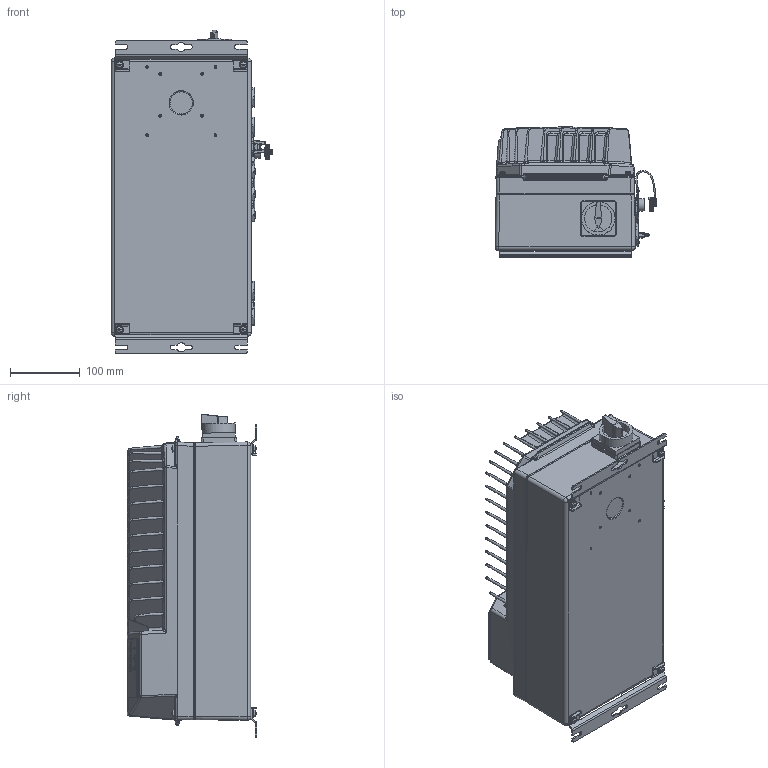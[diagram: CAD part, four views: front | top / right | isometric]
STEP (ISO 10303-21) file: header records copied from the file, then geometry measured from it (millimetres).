
FILE_DESCRIPTION((''),'2;1');
FILE_NAME('P452_L2_40_ASM_ASM','2022-12-15T14:28:46',('U388355'),('Danfoss Power Electronics'),'CREO PARAMETRIC BY PTC INC, 2020342','CREO PARAMETRIC BY PTC INC, 2020342','');
FILE_SCHEMA(('CONFIG_CONTROL_DESIGN','GEOMETRIC_VALIDATION_PROPERTIES_MIM'));
Products named in the file (6): P452_L2_1_1_1_AF0; P452_L2_1_2_1; P452_L2_1_3_1; P452_L2_1_ASM_1_AF0_ASM; P452_L2_40_ASM_1_AF0_ASM; P452_L2_40_ASM_ASM
Assembly tree (5 placements, depth 4):
  P452_L2_40_ASM_ASM
    P452_L2_40_ASM_1_AF0_ASM
      P452_L2_1_ASM_1_AF0_ASM
        P452_L2_1_1_1_AF0
        P452_L2_1_2_1
        P452_L2_1_3_1
Bounding box: 231.75 x 186.09 x 464.43 mm (x, y, z)
Volume: 11558319.4 mm3; surface area: 678990.5 mm2
Topology: 3 solids, 4 shells, 5490 faces, 15033 edges, 9794 vertices
Faces by surface type: plane 2783, cylinder 849, extrusion 818, bspline 685, sphere 136, cone 110, torus 109
Entity records: 360931 total; most frequent: CARTESIAN_POINT 215359, ORIENTED_EDGE 29832, DIRECTION 21438, EDGE_CURVE 14916, VERTEX_POINT 9794, VECTOR 9290, LINE 8472, AXIS2_PLACEMENT_3D 6074
